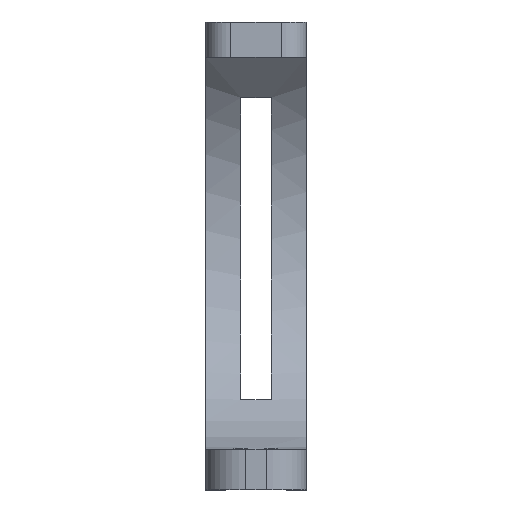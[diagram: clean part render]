
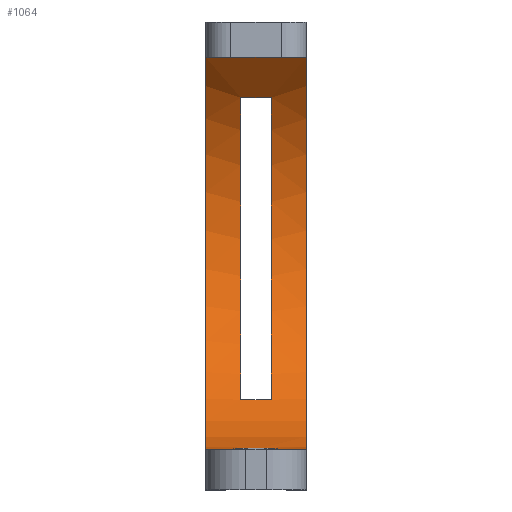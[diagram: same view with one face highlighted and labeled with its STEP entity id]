
A CAD part, top view. The second image highlights one B-rep face of the part: STEP entity #1064.
In plain terms, the highlighted cylindrical face has radius 45 mm (diameter 90 mm), a partial arc.
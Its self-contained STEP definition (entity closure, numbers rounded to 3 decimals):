
#5 = ORIENTED_EDGE ( 'NONE', *, *, #1175, .T. ) ;
#16 = VERTEX_POINT ( 'NONE', #81 ) ;
#35 = CARTESIAN_POINT ( 'NONE',  ( 5.793, -84.976, -1.511 ) ) ;
#49 = DIRECTION ( 'NONE',  ( -1., 0., 0. ) ) ;
#50 = CARTESIAN_POINT ( 'NONE',  ( -2.593, -84.712, -5.085 ) ) ;
#81 = CARTESIAN_POINT ( 'NONE',  ( -10., -7., -30.594 ) ) ;
#85 = CARTESIAN_POINT ( 'NONE',  ( 10., -40., 0. ) ) ;
#96 = ORIENTED_EDGE ( 'NONE', *, *, #879, .T. ) ;
#131 = CARTESIAN_POINT ( 'NONE',  ( -6., -85., -0.385 ) ) ;
#143 = CARTESIAN_POINT ( 'NONE',  ( -2.936, -84.731, -4.919 ) ) ;
#145 = AXIS2_PLACEMENT_3D ( 'NONE', #811, #1249, #490 ) ;
#148 = VERTEX_POINT ( 'NONE', #1262 ) ;
#155 = DIRECTION ( 'NONE',  ( -1., 0., 0. ) ) ;
#186 = CARTESIAN_POINT ( 'NONE',  ( 10., -15., -37.417 ) ) ;
#197 = CYLINDRICAL_SURFACE ( 'NONE', #258, 45. ) ;
#210 = LINE ( 'NONE', #186, #1375 ) ;
#231 = ORIENTED_EDGE ( 'NONE', *, *, #456, .T. ) ;
#233 = CARTESIAN_POINT ( 'NONE',  ( 6., -85., 0. ) ) ;
#248 = CARTESIAN_POINT ( 'NONE',  ( 1.875, -84.68, -5.355 ) ) ;
#253 = CARTESIAN_POINT ( 'NONE',  ( -4.315, -84.83, -3.913 ) ) ;
#258 = AXIS2_PLACEMENT_3D ( 'NONE', #85, #155, #800 ) ;
#263 = EDGE_CURVE ( 'NONE', #375, #847, #798, .T. ) ;
#269 = ORIENTED_EDGE ( 'NONE', *, *, #370, .F. ) ;
#278 = CARTESIAN_POINT ( 'NONE',  ( 10., -85., 0. ) ) ;
#281 = CIRCLE ( 'NONE', #1248, 45. ) ;
#287 = CIRCLE ( 'NONE', #909, 45. ) ;
#314 = VERTEX_POINT ( 'NONE', #1199 ) ;
#339 = CARTESIAN_POINT ( 'NONE',  ( 4.71, -84.864, -3.504 ) ) ;
#352 = CARTESIAN_POINT ( 'NONE',  ( 2.935, -84.731, -4.919 ) ) ;
#361 = DIRECTION ( 'NONE',  ( -1., 0., 0. ) ) ;
#365 = CARTESIAN_POINT ( 'NONE',  ( 3.887, -84.795, -4.301 ) ) ;
#366 = VECTOR ( 'NONE', #49, 1000. ) ;
#370 = EDGE_CURVE ( 'NONE', #883, #1282, #746, .T. ) ;
#371 = CARTESIAN_POINT ( 'NONE',  ( 10., -40., 0. ) ) ;
#375 = VERTEX_POINT ( 'NONE', #1292 ) ;
#384 = VERTEX_POINT ( 'NONE', #1158 ) ;
#393 = LINE ( 'NONE', #920, #639 ) ;
#425 = VECTOR ( 'NONE', #1275, 1000. ) ;
#429 = EDGE_CURVE ( 'NONE', #1350, #554, #281, .T. ) ;
#446 = LINE ( 'NONE', #677, #366 ) ;
#448 = DIRECTION ( 'NONE',  ( 0., 0., 1. ) ) ;
#454 = EDGE_LOOP ( 'NONE', ( #860, #231, #269, #1400, #781, #5 ) ) ;
#456 = EDGE_CURVE ( 'NONE', #375, #1282, #828, .T. ) ;
#467 = CARTESIAN_POINT ( 'NONE',  ( 5.152, -84.907, -2.889 ) ) ;
#473 = CARTESIAN_POINT ( 'NONE',  ( -1.514, -84.668, -5.455 ) ) ;
#490 = DIRECTION ( 'NONE',  ( 0., 0., -1. ) ) ;
#544 = DIRECTION ( 'NONE',  ( 1., 0., 0. ) ) ;
#551 = CARTESIAN_POINT ( 'NONE',  ( -6., -85., 0. ) ) ;
#554 = VERTEX_POINT ( 'NONE', #816 ) ;
#558 = CARTESIAN_POINT ( 'NONE',  ( -5.958, -84.995, -0.762 ) ) ;
#567 = DIRECTION ( 'NONE',  ( 1., 0., 0. ) ) ;
#574 = CARTESIAN_POINT ( 'NONE',  ( 3.583, -84.772, -4.526 ) ) ;
#593 = EDGE_CURVE ( 'NONE', #148, #16, #393, .T. ) ;
#596 = CARTESIAN_POINT ( 'NONE',  ( -3., -75., -28.284 ) ) ;
#639 = VECTOR ( 'NONE', #1364, 1000. ) ;
#644 = ORIENTED_EDGE ( 'NONE', *, *, #795, .T. ) ;
#645 = EDGE_CURVE ( 'NONE', #314, #384, #1121, .T. ) ;
#650 = ORIENTED_EDGE ( 'NONE', *, *, #429, .T. ) ;
#663 = CARTESIAN_POINT ( 'NONE',  ( 5.346, -84.927, -2.561 ) ) ;
#677 = CARTESIAN_POINT ( 'NONE',  ( 10., -75., -28.284 ) ) ;
#681 = CARTESIAN_POINT ( 'NONE',  ( -4.705, -84.864, -3.495 ) ) ;
#696 = CARTESIAN_POINT ( 'NONE',  ( -0.762, -84.651, -5.591 ) ) ;
#701 = CARTESIAN_POINT ( 'NONE',  ( -10., -40., 0. ) ) ;
#708 = EDGE_LOOP ( 'NONE', ( #644, #1103, #96, #650 ) ) ;
#746 = LINE ( 'NONE', #840, #425 ) ;
#772 = CARTESIAN_POINT ( 'NONE',  ( -1.884, -84.681, -5.352 ) ) ;
#781 = ORIENTED_EDGE ( 'NONE', *, *, #593, .T. ) ;
#782 = CARTESIAN_POINT ( 'NONE',  ( -4.449, -84.841, -3.779 ) ) ;
#784 = DIRECTION ( 'NONE',  ( 0., 0., 1. ) ) ;
#789 = CARTESIAN_POINT ( 'NONE',  ( -5.165, -84.908, -2.887 ) ) ;
#795 = EDGE_CURVE ( 'NONE', #554, #314, #210, .T. ) ;
#798 = LINE ( 'NONE', #278, #1089 ) ;
#800 = DIRECTION ( 'NONE',  ( 0., 0., 1. ) ) ;
#802 = CARTESIAN_POINT ( 'NONE',  ( 6., -85., -0.385 ) ) ;
#808 = DIRECTION ( 'NONE',  ( -1., 0., 0. ) ) ;
#811 = CARTESIAN_POINT ( 'NONE',  ( 3., -40., 0. ) ) ;
#816 = CARTESIAN_POINT ( 'NONE',  ( -3., -15., -37.417 ) ) ;
#828 = B_SPLINE_CURVE_WITH_KNOTS ( 'NONE', 3,
 ( #551, #131, #558, #1342, #1238, #1124, #904, #991, #789, #1020, #681, #782, #253, #1118, #1000, #143, #50, #772, #473, #696, #912, #1355, #1217, #1006, #248, #1334, #352, #574, #365, #1015, #339, #880, #467, #663, #886, #1327, #35, #1351, #802, #233 ),
 .UNSPECIFIED., .F., .F.,
 ( 4, 2, 2, 2, 2, 2, 2, 2, 2, 2, 2, 2, 2, 2, 2, 2, 2, 2, 2, 4 ),
 ( 0., 0.001, 0.002, 0.002, 0.003, 0.004, 0.005, 0.006, 0.007, 0.008, 0.009, 0.01, 0.011, 0.012, 0.014, 0.015, 0.015, 0.016, 0.017, 0.018 ),
 .UNSPECIFIED. ) ;
#840 = CARTESIAN_POINT ( 'NONE',  ( 10., -85., 0. ) ) ;
#847 = VERTEX_POINT ( 'NONE', #1167 ) ;
#860 = ORIENTED_EDGE ( 'NONE', *, *, #263, .F. ) ;
#879 = EDGE_CURVE ( 'NONE', #384, #1350, #446, .T. ) ;
#880 = CARTESIAN_POINT ( 'NONE',  ( 5.047, -84.897, -3.047 ) ) ;
#883 = VERTEX_POINT ( 'NONE', #1349 ) ;
#886 = CARTESIAN_POINT ( 'NONE',  ( 5.435, -84.937, -2.39 ) ) ;
#904 = CARTESIAN_POINT ( 'NONE',  ( -5.594, -84.954, -2.042 ) ) ;
#908 = DIRECTION ( 'NONE',  ( 0., 0., 1. ) ) ;
#909 = AXIS2_PLACEMENT_3D ( 'NONE', #701, #1234, #908 ) ;
#912 = CARTESIAN_POINT ( 'NONE',  ( -0.384, -84.647, -5.625 ) ) ;
#920 = CARTESIAN_POINT ( 'NONE',  ( 10., -7., -30.594 ) ) ;
#951 = CARTESIAN_POINT ( 'NONE',  ( 6., -85., 0. ) ) ;
#991 = CARTESIAN_POINT ( 'NONE',  ( -5.357, -84.928, -2.561 ) ) ;
#1000 = CARTESIAN_POINT ( 'NONE',  ( -3.591, -84.773, -4.521 ) ) ;
#1006 = CARTESIAN_POINT ( 'NONE',  ( 1.509, -84.668, -5.456 ) ) ;
#1015 = CARTESIAN_POINT ( 'NONE',  ( 4.455, -84.841, -3.786 ) ) ;
#1020 = CARTESIAN_POINT ( 'NONE',  ( -4.827, -84.876, -3.346 ) ) ;
#1056 = FACE_OUTER_BOUND ( 'NONE', #454, .T. ) ;
#1064 = ADVANCED_FACE ( 'NONE', ( #1399, #1056 ), #197, .F. ) ;
#1089 = VECTOR ( 'NONE', #361, 1000. ) ;
#1094 = CIRCLE ( 'NONE', #1209, 45. ) ;
#1103 = ORIENTED_EDGE ( 'NONE', *, *, #645, .T. ) ;
#1104 = CARTESIAN_POINT ( 'NONE',  ( -3., -40., 0. ) ) ;
#1118 = CARTESIAN_POINT ( 'NONE',  ( -3.895, -84.795, -4.295 ) ) ;
#1121 = CIRCLE ( 'NONE', #145, 45. ) ;
#1124 = CARTESIAN_POINT ( 'NONE',  ( -5.665, -84.962, -1.863 ) ) ;
#1158 = CARTESIAN_POINT ( 'NONE',  ( 3., -75., -28.284 ) ) ;
#1167 = CARTESIAN_POINT ( 'NONE',  ( -10., -85., 0. ) ) ;
#1175 = EDGE_CURVE ( 'NONE', #16, #847, #287, .T. ) ;
#1199 = CARTESIAN_POINT ( 'NONE',  ( 3., -15., -37.417 ) ) ;
#1209 = AXIS2_PLACEMENT_3D ( 'NONE', #371, #808, #784 ) ;
#1217 = CARTESIAN_POINT ( 'NONE',  ( 0.76, -84.651, -5.591 ) ) ;
#1221 = EDGE_CURVE ( 'NONE', #148, #883, #1094, .T. ) ;
#1234 = DIRECTION ( 'NONE',  ( -1., 0., 0. ) ) ;
#1238 = CARTESIAN_POINT ( 'NONE',  ( -5.786, -84.975, -1.5 ) ) ;
#1248 = AXIS2_PLACEMENT_3D ( 'NONE', #1104, #567, #448 ) ;
#1249 = DIRECTION ( 'NONE',  ( -1., 0., 0. ) ) ;
#1262 = CARTESIAN_POINT ( 'NONE',  ( 10., -7., -30.594 ) ) ;
#1275 = DIRECTION ( 'NONE',  ( -1., 0., 0. ) ) ;
#1282 = VERTEX_POINT ( 'NONE', #951 ) ;
#1292 = CARTESIAN_POINT ( 'NONE',  ( -6., -85., 0. ) ) ;
#1327 = CARTESIAN_POINT ( 'NONE',  ( 5.673, -84.962, -1.87 ) ) ;
#1334 = CARTESIAN_POINT ( 'NONE',  ( 2.588, -84.712, -5.088 ) ) ;
#1342 = CARTESIAN_POINT ( 'NONE',  ( -5.837, -84.981, -1.317 ) ) ;
#1349 = CARTESIAN_POINT ( 'NONE',  ( 10., -85., 0. ) ) ;
#1350 = VERTEX_POINT ( 'NONE', #596 ) ;
#1351 = CARTESIAN_POINT ( 'NONE',  ( 5.957, -84.995, -0.77 ) ) ;
#1355 = CARTESIAN_POINT ( 'NONE',  ( 0.375, -84.647, -5.625 ) ) ;
#1364 = DIRECTION ( 'NONE',  ( -1., 0., 0. ) ) ;
#1375 = VECTOR ( 'NONE', #544, 1000. ) ;
#1399 = FACE_BOUND ( 'NONE', #708, .T. ) ;
#1400 = ORIENTED_EDGE ( 'NONE', *, *, #1221, .F. ) ;
